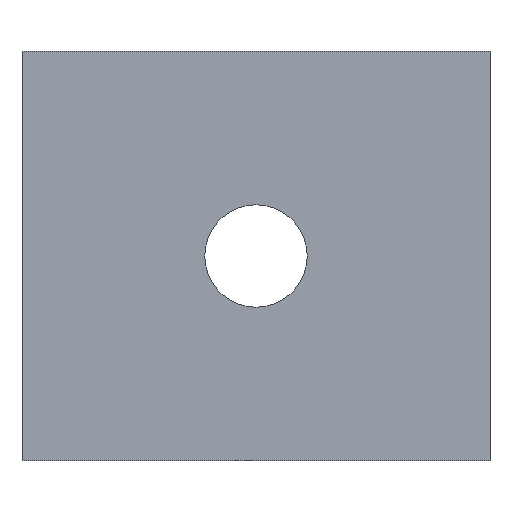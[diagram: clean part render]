
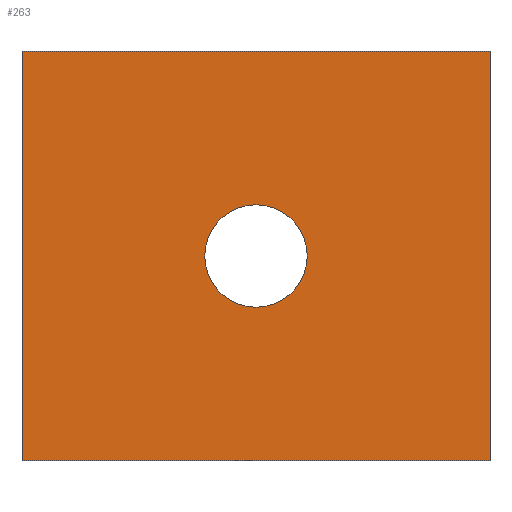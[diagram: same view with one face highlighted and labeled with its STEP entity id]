
A CAD part, left-side view. The second image highlights one B-rep face of the part: STEP entity #263.
In plain terms, the highlighted planar face has unit normal (-1, 0, 0).
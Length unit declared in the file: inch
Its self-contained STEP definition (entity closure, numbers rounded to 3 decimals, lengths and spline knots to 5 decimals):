
#36 = DIRECTION ( 'NONE',  ( 0., -1., 0. ) ) ;
#79 = CARTESIAN_POINT ( 'NONE',  ( 0., 0., 0.656 ) ) ;
#80 = LINE ( 'NONE', #870, #85 ) ;
#85 = VECTOR ( 'NONE', #773, 39.37008 ) ;
#154 = ORIENTED_EDGE ( 'NONE', *, *, #519, .F. ) ;
#162 = VERTEX_POINT ( 'NONE', #989 ) ;
#208 = CARTESIAN_POINT ( 'NONE',  ( 0., 1.5, -0.656 ) ) ;
#216 = DIRECTION ( 'NONE',  ( 1., 0., 0. ) ) ;
#253 = CIRCLE ( 'NONE', #472, 0.16415 ) ;
#258 = DIRECTION ( 'NONE',  ( 0., 0., -1. ) ) ;
#263 = ADVANCED_FACE ( 'NONE', ( #361, #835 ), #666, .F. ) ;
#270 = DIRECTION ( 'NONE',  ( 0., -1., 0. ) ) ;
#276 = CARTESIAN_POINT ( 'NONE',  ( 0., 1.5, 0.656 ) ) ;
#315 = EDGE_CURVE ( 'NONE', #444, #814, #521, .T. ) ;
#329 = EDGE_CURVE ( 'NONE', #814, #1122, #80, .T. ) ;
#342 = CIRCLE ( 'NONE', #439, 0.16415 ) ;
#350 = VERTEX_POINT ( 'NONE', #793 ) ;
#361 = FACE_BOUND ( 'NONE', #1078, .T. ) ;
#400 = ORIENTED_EDGE ( 'NONE', *, *, #315, .T. ) ;
#419 = CARTESIAN_POINT ( 'NONE',  ( 0., 1.5, 0.656 ) ) ;
#434 = ORIENTED_EDGE ( 'NONE', *, *, #914, .F. ) ;
#439 = AXIS2_PLACEMENT_3D ( 'NONE', #443, #963, #270 ) ;
#443 = CARTESIAN_POINT ( 'NONE',  ( 0., 0.75, 0. ) ) ;
#444 = VERTEX_POINT ( 'NONE', #276 ) ;
#472 = AXIS2_PLACEMENT_3D ( 'NONE', #632, #739, #36 ) ;
#516 = CARTESIAN_POINT ( 'NONE',  ( 0., 0., -0.656 ) ) ;
#519 = EDGE_CURVE ( 'NONE', #444, #350, #1105, .T. ) ;
#521 = LINE ( 'NONE', #419, #809 ) ;
#544 = AXIS2_PLACEMENT_3D ( 'NONE', #1015, #216, #743 ) ;
#559 = ORIENTED_EDGE ( 'NONE', *, *, #875, .F. ) ;
#595 = ORIENTED_EDGE ( 'NONE', *, *, #329, .T. ) ;
#631 = EDGE_LOOP ( 'NONE', ( #595, #434, #154, #400 ) ) ;
#632 = CARTESIAN_POINT ( 'NONE',  ( 0., 0.75, 0. ) ) ;
#663 = VERTEX_POINT ( 'NONE', #979 ) ;
#666 = PLANE ( 'NONE',  #544 ) ;
#684 = DIRECTION ( 'NONE',  ( 0., 0., -1. ) ) ;
#711 = VECTOR ( 'NONE', #258, 39.37008 ) ;
#727 = EDGE_CURVE ( 'NONE', #663, #162, #253, .T. ) ;
#739 = DIRECTION ( 'NONE',  ( -1., 0., 0. ) ) ;
#742 = DIRECTION ( 'NONE',  ( 0., -1., 0. ) ) ;
#743 = DIRECTION ( 'NONE',  ( 0., 1., 0. ) ) ;
#773 = DIRECTION ( 'NONE',  ( 0., -1., 0. ) ) ;
#793 = CARTESIAN_POINT ( 'NONE',  ( 0., 0., 0.656 ) ) ;
#809 = VECTOR ( 'NONE', #684, 39.37008 ) ;
#814 = VERTEX_POINT ( 'NONE', #208 ) ;
#835 = FACE_OUTER_BOUND ( 'NONE', #631, .T. ) ;
#860 = VECTOR ( 'NONE', #742, 39.37008 ) ;
#870 = CARTESIAN_POINT ( 'NONE',  ( 0., 1.5, -0.656 ) ) ;
#875 = EDGE_CURVE ( 'NONE', #162, #663, #342, .T. ) ;
#894 = LINE ( 'NONE', #79, #711 ) ;
#914 = EDGE_CURVE ( 'NONE', #350, #1122, #894, .T. ) ;
#916 = ORIENTED_EDGE ( 'NONE', *, *, #727, .F. ) ;
#963 = DIRECTION ( 'NONE',  ( -1., 0., 0. ) ) ;
#979 = CARTESIAN_POINT ( 'NONE',  ( 0., 0.58585, 0. ) ) ;
#989 = CARTESIAN_POINT ( 'NONE',  ( 0., 0.91415, 0. ) ) ;
#1015 = CARTESIAN_POINT ( 'NONE',  ( 0., 1.5, 0.656 ) ) ;
#1019 = CARTESIAN_POINT ( 'NONE',  ( 0., 1.5, 0.656 ) ) ;
#1078 = EDGE_LOOP ( 'NONE', ( #916, #559 ) ) ;
#1105 = LINE ( 'NONE', #1019, #860 ) ;
#1122 = VERTEX_POINT ( 'NONE', #516 ) ;
